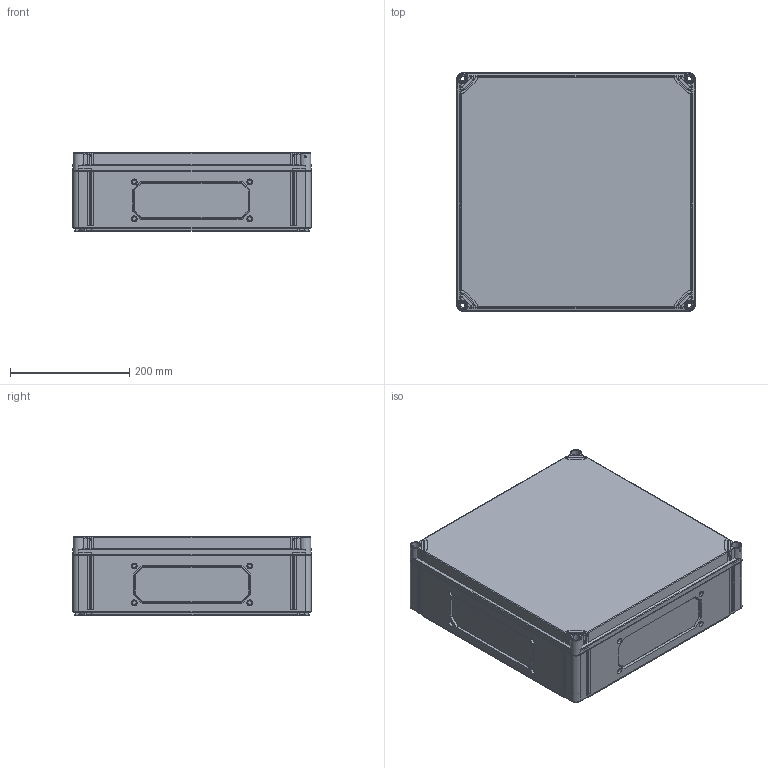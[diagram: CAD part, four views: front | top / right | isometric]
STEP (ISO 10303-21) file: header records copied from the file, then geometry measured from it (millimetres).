
FILE_DESCRIPTION((''),'2;1');
FILE_NAME('CPCF404013G_ASM','2008-12-29T',('pasi_koskela'),(''),'PRO/ENGINEER BY PARAMETRIC TECHNOLOGY CORPORATION, 2008250','PRO/ENGINEER BY PARAMETRIC TECHNOLOGY CORPORATION, 2008250','');
FILE_SCHEMA(('AUTOMOTIVE_DESIGN_CC2 { 1 2 10303 214 -1 1 5 2 }'));
Products named in the file (3): CPCF404010B; OPCG404003L; CPCF404013G_ASM
Assembly tree (2 placements, depth 2):
  CPCF404013G_ASM
    CPCF404010B
    OPCG404003L
Bounding box: 400 x 400 x 132 mm (x, y, z)
Volume: 2096267.7 mm3; surface area: 1180550 mm2
Topology: 2 solids, 2 shells, 2851 faces, 7159 edges, 4484 vertices
Faces by surface type: plane 1302, cone 686, cylinder 507, torus 334, bspline 20, sphere 2
Entity records: 109222 total; most frequent: CARTESIAN_POINT 18807, DIRECTION 14503, ORIENTED_EDGE 14314, PRESENTATION_STYLE_ASSIGNMENT 7159, STYLED_ITEM 7159, CURVE_STYLE 7157, EDGE_CURVE 7157, AXIS2_PLACEMENT_3D 5250
